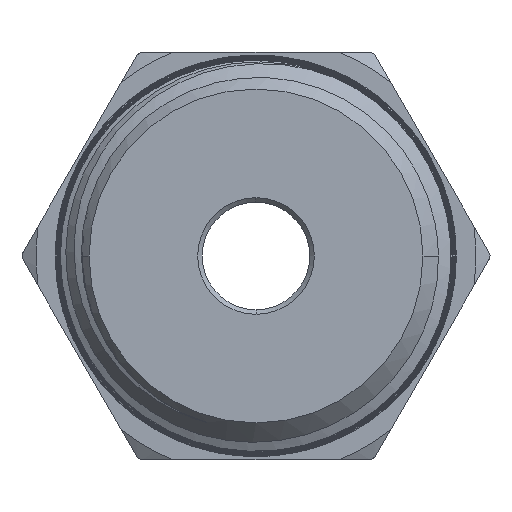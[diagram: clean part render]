
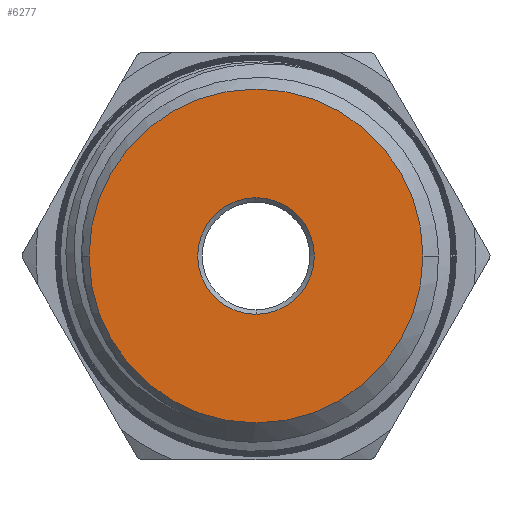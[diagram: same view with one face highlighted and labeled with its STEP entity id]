
A CAD part, left-side view. The second image highlights one B-rep face of the part: STEP entity #6277.
In plain terms, the highlighted planar face has unit normal (-1, 0, 0).
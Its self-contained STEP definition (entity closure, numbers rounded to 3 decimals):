
#2096=CARTESIAN_POINT('',(-20.85,0.,0.));
#2097=DIRECTION('',(-1.,0.,0.));
#2098=DIRECTION('',(0.,1.,0.));
#2099=AXIS2_PLACEMENT_3D('',#2096,#2097,#2098);
#2101=CARTESIAN_POINT('',(-20.85,0.,0.));
#2102=DIRECTION('',(-1.,0.,0.));
#2103=DIRECTION('',(0.,-1.,0.));
#2104=AXIS2_PLACEMENT_3D('',#2101,#2102,#2103);
#2106=CARTESIAN_POINT('',(-20.85,0.,0.));
#2107=DIRECTION('',(1.,0.,0.));
#2108=DIRECTION('',(0.,0.,-1.));
#2109=AXIS2_PLACEMENT_3D('',#2106,#2107,#2108);
#2111=CARTESIAN_POINT('',(-20.85,0.,0.));
#2112=DIRECTION('',(1.,0.,0.));
#2113=DIRECTION('',(0.,0.,1.));
#2114=AXIS2_PLACEMENT_3D('',#2111,#2112,#2113);
#4008=CARTESIAN_POINT('',(-20.85,0.,-3.85));
#4009=CARTESIAN_POINT('',(-20.85,0.,3.85));
#4010=VERTEX_POINT('',#4008);
#4011=VERTEX_POINT('',#4009);
#4025=CARTESIAN_POINT('',(-20.85,11.027,0.));
#4026=CARTESIAN_POINT('',(-20.85,-11.027,0.));
#4027=VERTEX_POINT('',#4025);
#4028=VERTEX_POINT('',#4026);
#6261=CARTESIAN_POINT('',(-20.85,0.,0.));
#6262=DIRECTION('',(-1.,0.,0.));
#6263=DIRECTION('',(0.,1.,0.));
#6264=AXIS2_PLACEMENT_3D('',#6261,#6262,#6263);
#6265=PLANE('',#6264);
#6267=ORIENTED_EDGE('',*,*,#6266,.F.);
#6269=ORIENTED_EDGE('',*,*,#6268,.F.);
#6270=EDGE_LOOP('',(#6267,#6269));
#6271=FACE_OUTER_BOUND('',#6270,.F.);
#6273=ORIENTED_EDGE('',*,*,#6272,.F.);
#6274=ORIENTED_EDGE('',*,*,#6251,.F.);
#6275=EDGE_LOOP('',(#6273,#6274));
#6276=FACE_BOUND('',#6275,.F.);
#2100=CIRCLE('',#2099,11.027);
#2105=CIRCLE('',#2104,11.027);
#2110=CIRCLE('',#2109,3.85);
#2115=CIRCLE('',#2114,3.85);
#6251=EDGE_CURVE('',#4011,#4010,#2115,.T.);
#6266=EDGE_CURVE('',#4027,#4028,#2100,.T.);
#6268=EDGE_CURVE('',#4028,#4027,#2105,.T.);
#6272=EDGE_CURVE('',#4010,#4011,#2110,.T.);
#6277=ADVANCED_FACE('',(#6271,#6276),#6265,.T.);
